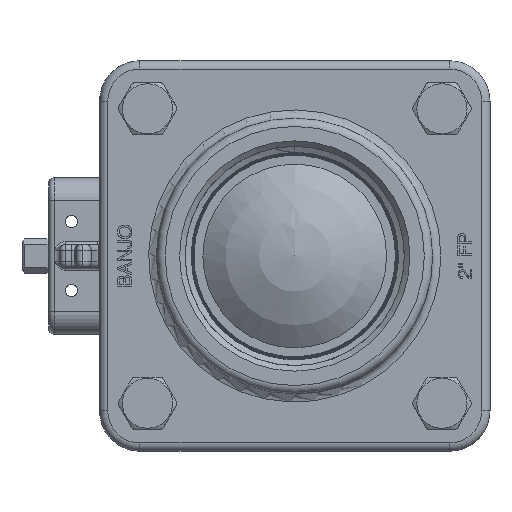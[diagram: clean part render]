
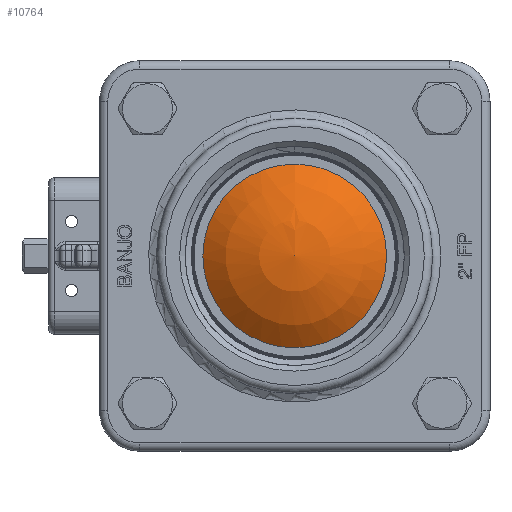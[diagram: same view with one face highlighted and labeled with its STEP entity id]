
A CAD part, left-side view. The second image highlights one B-rep face of the part: STEP entity #10764.
In plain terms, the highlighted spherical face has radius 41.275 mm.
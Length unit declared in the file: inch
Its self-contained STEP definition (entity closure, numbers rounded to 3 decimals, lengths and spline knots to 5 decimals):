
#212=SPHERICAL_SURFACE('',#12088,1.625);
#729=FACE_BOUND('',#3586,.T.);
#730=FACE_BOUND('',#3587,.T.);
#2921=FACE_OUTER_BOUND('',#3585,.T.);
#3585=EDGE_LOOP('',(#8887,#8888,#8889,#8890,#8891,#8892,#8893));
#3586=EDGE_LOOP('',(#8894,#8895,#8896,#8897));
#3587=EDGE_LOOP('',(#8898,#8899));
#4280=CIRCLE('',#12064,1.59418);
#4282=CIRCLE('',#12067,0.91192);
#4284=CIRCLE('',#12070,1.59418);
#4286=CIRCLE('',#12073,0.91192);
#4295=CIRCLE('',#12084,1.05082);
#4296=CIRCLE('',#12085,1.05082);
#4297=CIRCLE('',#12086,1.05082);
#4299=CIRCLE('',#12089,1.625);
#4300=CIRCLE('',#12090,1.625);
#4301=CIRCLE('',#12091,1.05082);
#4302=CIRCLE('',#12092,1.05082);
#4989=VERTEX_POINT('',#20696);
#4990=VERTEX_POINT('',#20697);
#4993=VERTEX_POINT('',#20705);
#4995=VERTEX_POINT('',#20711);
#5004=VERTEX_POINT('',#20736);
#5005=VERTEX_POINT('',#20737);
#5006=VERTEX_POINT('',#20739);
#5007=VERTEX_POINT('',#20744);
#5008=VERTEX_POINT('',#20746);
#5009=VERTEX_POINT('',#20748);
#5010=VERTEX_POINT('',#20749);
#6366=EDGE_CURVE('',#4989,#4990,#4280,.T.);
#6370=EDGE_CURVE('',#4990,#4993,#4282,.T.);
#6373=EDGE_CURVE('',#4993,#4995,#4284,.T.);
#6376=EDGE_CURVE('',#4995,#4989,#4286,.T.);
#6386=EDGE_CURVE('',#5004,#5005,#4295,.T.);
#6387=EDGE_CURVE('',#5006,#5004,#4296,.T.);
#6388=EDGE_CURVE('',#5005,#5006,#4297,.T.);
#6390=EDGE_CURVE('',#5007,#5005,#4299,.T.);
#6391=EDGE_CURVE('',#5006,#5008,#4300,.T.);
#6392=EDGE_CURVE('',#5009,#5010,#4301,.T.);
#6393=EDGE_CURVE('',#5010,#5009,#4302,.T.);
#8887=ORIENTED_EDGE('',*,*,#6386,.T.);
#8888=ORIENTED_EDGE('',*,*,#6390,.F.);
#8889=ORIENTED_EDGE('',*,*,#6390,.T.);
#8890=ORIENTED_EDGE('',*,*,#6388,.T.);
#8891=ORIENTED_EDGE('',*,*,#6391,.T.);
#8892=ORIENTED_EDGE('',*,*,#6391,.F.);
#8893=ORIENTED_EDGE('',*,*,#6387,.T.);
#8894=ORIENTED_EDGE('',*,*,#6373,.T.);
#8895=ORIENTED_EDGE('',*,*,#6376,.T.);
#8896=ORIENTED_EDGE('',*,*,#6366,.T.);
#8897=ORIENTED_EDGE('',*,*,#6370,.T.);
#8898=ORIENTED_EDGE('',*,*,#6392,.F.);
#8899=ORIENTED_EDGE('',*,*,#6393,.F.);
#10764=ADVANCED_FACE('',(#2921,#729,#730),#212,.T.);
#12064=AXIS2_PLACEMENT_3D('',#20698,#14295,#14296);
#12067=AXIS2_PLACEMENT_3D('',#20706,#14303,#14304);
#12070=AXIS2_PLACEMENT_3D('',#20712,#14310,#14311);
#12073=AXIS2_PLACEMENT_3D('',#20717,#14317,#14318);
#12084=AXIS2_PLACEMENT_3D('',#20738,#14340,#14341);
#12085=AXIS2_PLACEMENT_3D('',#20740,#14342,#14343);
#12086=AXIS2_PLACEMENT_3D('',#20741,#14344,#14345);
#12088=AXIS2_PLACEMENT_3D('',#20743,#14348,#14349);
#12089=AXIS2_PLACEMENT_3D('',#20745,#14350,#14351);
#12090=AXIS2_PLACEMENT_3D('',#20747,#14352,#14353);
#12091=AXIS2_PLACEMENT_3D('',#20750,#14354,#14355);
#12092=AXIS2_PLACEMENT_3D('',#20751,#14356,#14357);
#14295=DIRECTION('center_axis',(-1.,0.,0.));
#14296=DIRECTION('ref_axis',(0.,0.,-1.));
#14303=DIRECTION('center_axis',(0.,-1.,0.));
#14304=DIRECTION('ref_axis',(0.,0.,1.));
#14310=DIRECTION('center_axis',(1.,0.,0.));
#14311=DIRECTION('ref_axis',(0.,0.,1.));
#14317=DIRECTION('center_axis',(0.,-1.,0.));
#14318=DIRECTION('ref_axis',(0.,0.,1.));
#14340=DIRECTION('center_axis',(1.,0.,0.));
#14341=DIRECTION('ref_axis',(0.,1.,0.));
#14342=DIRECTION('center_axis',(1.,0.,0.));
#14343=DIRECTION('ref_axis',(0.,1.,0.));
#14344=DIRECTION('center_axis',(1.,0.,0.));
#14345=DIRECTION('ref_axis',(0.,1.,0.));
#14348=DIRECTION('center_axis',(0.,0.,1.));
#14349=DIRECTION('ref_axis',(1.,0.,0.));
#14350=DIRECTION('center_axis',(0.,-1.,0.));
#14351=DIRECTION('ref_axis',(-1.,0.,0.));
#14352=DIRECTION('center_axis',(0.,-1.,0.));
#14353=DIRECTION('ref_axis',(-1.,0.,0.));
#14354=DIRECTION('center_axis',(1.,0.,0.));
#14355=DIRECTION('ref_axis',(0.,1.,0.));
#14356=DIRECTION('center_axis',(1.,0.,0.));
#14357=DIRECTION('ref_axis',(0.,1.,0.));
#20696=CARTESIAN_POINT('',(-0.315,1.345,0.85579));
#20697=CARTESIAN_POINT('',(-0.315,1.345,-0.85579));
#20698=CARTESIAN_POINT('Origin',(-0.315,0.,0.));
#20705=CARTESIAN_POINT('',(0.315,1.345,-0.85579));
#20706=CARTESIAN_POINT('Origin',(0.,1.345,0.));
#20711=CARTESIAN_POINT('',(0.315,1.345,0.85579));
#20712=CARTESIAN_POINT('Origin',(0.315,0.,0.));
#20717=CARTESIAN_POINT('Origin',(0.,1.345,0.));
#20736=CARTESIAN_POINT('',(-1.23952,1.05082,0.));
#20737=CARTESIAN_POINT('',(-1.23952,0.,1.05082));
#20738=CARTESIAN_POINT('Origin',(-1.23952,0.,0.));
#20739=CARTESIAN_POINT('',(-1.23952,0.,-1.05082));
#20740=CARTESIAN_POINT('Origin',(-1.23952,0.,0.));
#20741=CARTESIAN_POINT('Origin',(-1.23952,0.,0.));
#20743=CARTESIAN_POINT('Origin',(0.,0.,0.));
#20744=CARTESIAN_POINT('',(0.,0.,
1.625));
#20745=CARTESIAN_POINT('Origin',(0.,0.,0.));
#20746=CARTESIAN_POINT('',(0.,0.,
-1.625));
#20747=CARTESIAN_POINT('Origin',(0.,0.,0.));
#20748=CARTESIAN_POINT('',(1.23952,1.05082,0.));
#20749=CARTESIAN_POINT('',(1.23952,0.,1.05082));
#20750=CARTESIAN_POINT('Origin',(1.23952,0.,0.));
#20751=CARTESIAN_POINT('Origin',(1.23952,0.,0.));
